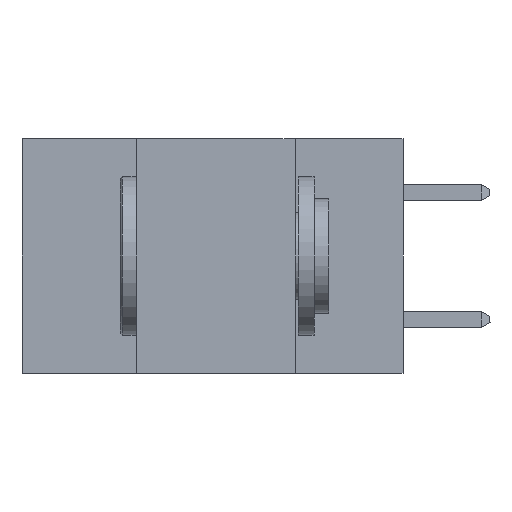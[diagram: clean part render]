
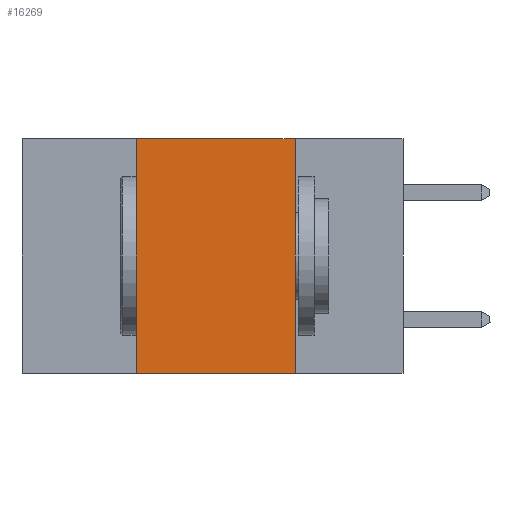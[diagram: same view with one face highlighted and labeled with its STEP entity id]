
A CAD part, left-side view. The second image highlights one B-rep face of the part: STEP entity #16269.
In plain terms, the highlighted planar face has unit normal (-1, 0, 0).
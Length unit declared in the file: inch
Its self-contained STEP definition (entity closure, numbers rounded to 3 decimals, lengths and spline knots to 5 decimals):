
#688 = EDGE_CURVE ( 'NONE', #1256, #27386, #4866, .T. ) ;
#958 = ORIENTED_EDGE ( 'NONE', *, *, #31090, .F. ) ;
#1256 = VERTEX_POINT ( 'NONE', #22933 ) ;
#2378 = VECTOR ( 'NONE', #31424, 39.37008 ) ;
#3000 = CARTESIAN_POINT ( 'NONE',  ( 0., 0.6, -0.37 ) ) ;
#3976 = LINE ( 'NONE', #3000, #2378 ) ;
#4866 = LINE ( 'NONE', #6103, #8846 ) ;
#4913 = PLANE ( 'NONE',  #9926 ) ;
#6103 = CARTESIAN_POINT ( 'NONE',  ( 0., 0.42, 0. ) ) ;
#8517 = ORIENTED_EDGE ( 'NONE', *, *, #18531, .T. ) ;
#8608 = CARTESIAN_POINT ( 'NONE',  ( 0., 0.17, -0.37 ) ) ;
#8846 = VECTOR ( 'NONE', #13706, 39.37008 ) ;
#9926 = AXIS2_PLACEMENT_3D ( 'NONE', #20125, #32648, #14968 ) ;
#13075 = DIRECTION ( 'NONE',  ( 0., -1., 0. ) ) ;
#13706 = DIRECTION ( 'NONE',  ( 0., 0., 1. ) ) ;
#13732 = VECTOR ( 'NONE', #13075, 39.37008 ) ;
#14220 = VERTEX_POINT ( 'NONE', #8608 ) ;
#14968 = DIRECTION ( 'NONE',  ( 0., 0., -1. ) ) ;
#15731 = LINE ( 'NONE', #23266, #13732 ) ;
#16269 = ADVANCED_FACE ( 'NONE', ( #27736 ), #4913, .F. ) ;
#16573 = EDGE_LOOP ( 'NONE', ( #958, #31533, #27648, #8517 ) ) ;
#17616 = CARTESIAN_POINT ( 'NONE',  ( 0., 0.17, 0. ) ) ;
#17774 = LINE ( 'NONE', #20568, #26556 ) ;
#18108 = DIRECTION ( 'NONE',  ( 0., 0., -1. ) ) ;
#18531 = EDGE_CURVE ( 'NONE', #1256, #14220, #3976, .T. ) ;
#20125 = CARTESIAN_POINT ( 'NONE',  ( 0., 0.6, 0. ) ) ;
#20568 = CARTESIAN_POINT ( 'NONE',  ( 0., 0.17, 0. ) ) ;
#22933 = CARTESIAN_POINT ( 'NONE',  ( 0., 0.42, -0.37 ) ) ;
#23266 = CARTESIAN_POINT ( 'NONE',  ( 0., 0.6, 0. ) ) ;
#23889 = CARTESIAN_POINT ( 'NONE',  ( 0., 0.42, 0. ) ) ;
#25274 = VERTEX_POINT ( 'NONE', #17616 ) ;
#26556 = VECTOR ( 'NONE', #18108, 39.37008 ) ;
#27386 = VERTEX_POINT ( 'NONE', #23889 ) ;
#27648 = ORIENTED_EDGE ( 'NONE', *, *, #688, .F. ) ;
#27736 = FACE_OUTER_BOUND ( 'NONE', #16573, .T. ) ;
#31090 = EDGE_CURVE ( 'NONE', #25274, #14220, #17774, .T. ) ;
#31424 = DIRECTION ( 'NONE',  ( 0., -1., 0. ) ) ;
#31533 = ORIENTED_EDGE ( 'NONE', *, *, #31900, .F. ) ;
#31900 = EDGE_CURVE ( 'NONE', #27386, #25274, #15731, .T. ) ;
#32648 = DIRECTION ( 'NONE',  ( 1., 0., 0. ) ) ;
